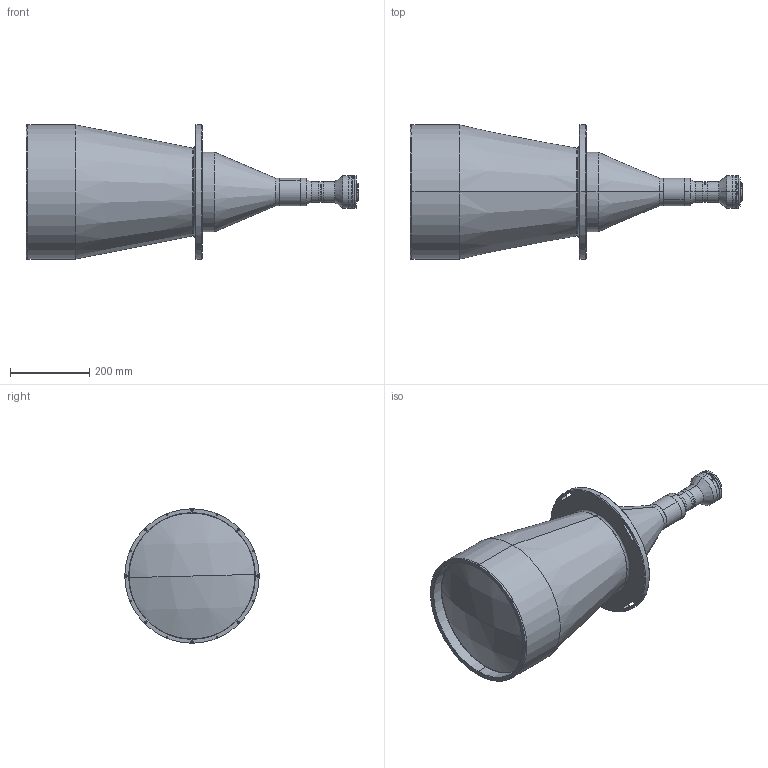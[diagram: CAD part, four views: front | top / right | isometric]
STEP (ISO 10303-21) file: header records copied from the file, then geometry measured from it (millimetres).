
FILE_DESCRIPTION (( 'STEP AP203' ), '1' );
FILE_NAME ('XF-PTL31032-F.STEP', '2019-07-23T07:08:54', ( 'lawlynn' ), ( '' ), 'SwSTEP 2.0', 'SolidWorks 2014', '' );
FILE_SCHEMA (( 'CONFIG_CONTROL_DESIGN' ));
Length unit declared in the file: millimetre
Products named in the file (1): XF-PTL31032-F
Bounding box: 840.25 x 340 x 340 mm (x, y, z)
Surface area: 851693 mm2 (no closed solid volume)
Topology: 0 solids, 57 shells, 296 faces, 1380 edges, 1122 vertices
Faces by surface type: cylinder 146, plane 92, torus 28, cone 26, sphere 4
Entity records: 18792 total; most frequent: CARTESIAN_POINT 7701, DIRECTION 2330, ORIENTED_EDGE 1896, EDGE_CURVE 1380, VERTEX_POINT 1122, AXIS2_PLACEMENT_3D 893, CIRCLE 596, VECTOR 544
